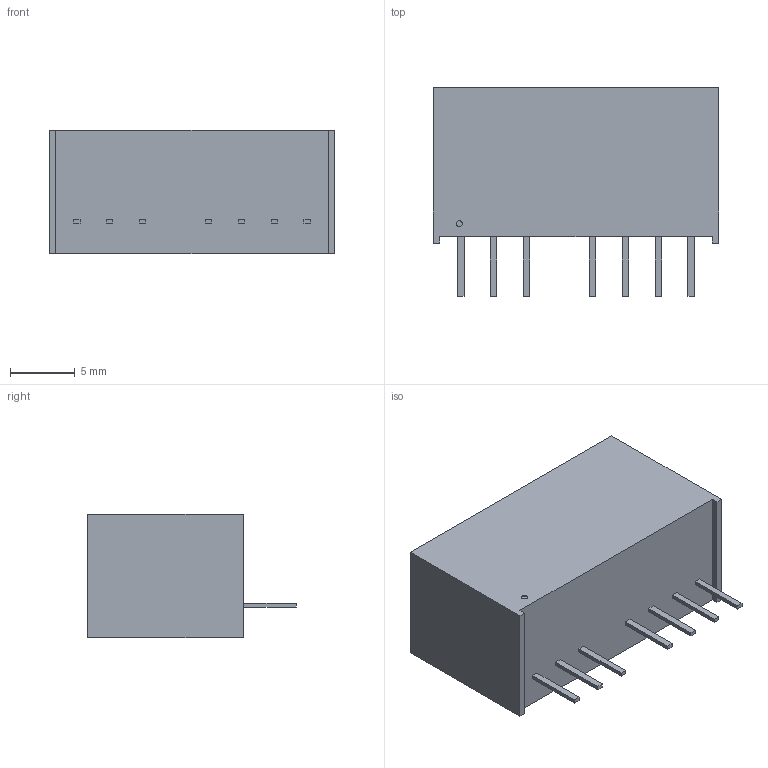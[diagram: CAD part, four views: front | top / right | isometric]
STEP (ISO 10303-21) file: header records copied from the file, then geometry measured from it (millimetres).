
FILE_DESCRIPTION(('STEP AP214'),'1');
FILE_NAME('pqmc1-d5-s5-s.stp','2017-12-20T10:34:27',('TraceParts'),('TraceParts S.A.'),'Spatial InterOp 3D',' ',' ');
FILE_SCHEMA(('automotive_design'));
Length unit declared in the file: millimetre
Products named in the file (2): pqmc1-d5-s5-s_1; pqmc1-d5-s5-s_2
Bounding box: 22 x 16.1 x 9.5 mm (x, y, z)
Volume: 2413.1 mm3; surface area: 1214.4 mm2
Topology: 2 solids, 2 shells, 49 faces, 114 edges, 76 vertices
Faces by surface type: plane 47, cylinder 2
Entity records: 1812 total; most frequent: CARTESIAN_POINT 241, ORIENTED_EDGE 228, DIRECTION 220, EDGE_CURVE 114, LINE 110, VECTOR 110, VERTEX_POINT 76, EDGE_LOOP 56
